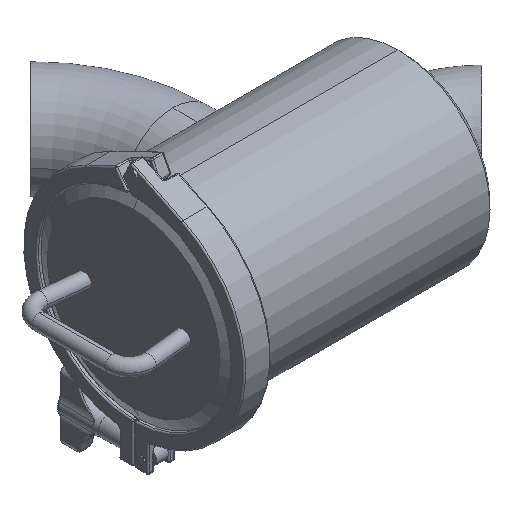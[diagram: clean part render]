
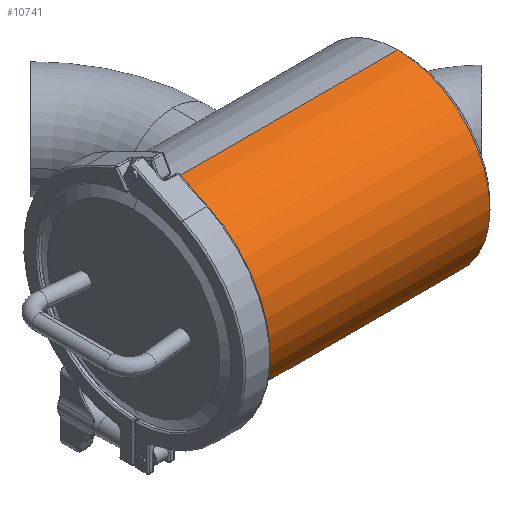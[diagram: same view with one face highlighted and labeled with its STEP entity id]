
A CAD part, isometric view. The second image highlights one B-rep face of the part: STEP entity #10741.
In plain terms, the highlighted cylindrical face has radius 63.5 mm (diameter 127 mm), a partial arc.
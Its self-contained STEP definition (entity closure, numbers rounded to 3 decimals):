
#270 = CARTESIAN_POINT ( 'NONE',  ( -139.192, 0., 0. ) ) ;
#468 = CARTESIAN_POINT ( 'NONE',  ( -139.192, 0., 63.5 ) ) ;
#915 = VECTOR ( 'NONE', #13916, 1000. ) ;
#966 = CARTESIAN_POINT ( 'NONE',  ( -139.192, 0., -63.5 ) ) ;
#1044 = EDGE_CURVE ( 'NONE', #2961, #12531, #4962, .T. ) ;
#1429 = ORIENTED_EDGE ( 'NONE', *, *, #1044, .T. ) ;
#1546 = DIRECTION ( 'NONE',  ( 0., 0., 1. ) ) ;
#1625 = FACE_OUTER_BOUND ( 'NONE', #9704, .T. ) ;
#1732 = DIRECTION ( 'NONE',  ( -1., 0., 0. ) ) ;
#2138 = CARTESIAN_POINT ( 'NONE',  ( -7.34, 0., -63.5 ) ) ;
#2329 = VERTEX_POINT ( 'NONE', #10309 ) ;
#2538 = AXIS2_PLACEMENT_3D ( 'NONE', #270, #11689, #1546 ) ;
#2961 = VERTEX_POINT ( 'NONE', #2138 ) ;
#4423 = AXIS2_PLACEMENT_3D ( 'NONE', #16580, #4976, #11343 ) ;
#4962 = CIRCLE ( 'NONE', #4423, 63.5 ) ;
#4976 = DIRECTION ( 'NONE',  ( -1., 0., 0. ) ) ;
#5321 = CYLINDRICAL_SURFACE ( 'NONE', #2538, 63.5 ) ;
#6433 = ORIENTED_EDGE ( 'NONE', *, *, #8658, .F. ) ;
#6763 = EDGE_CURVE ( 'NONE', #12531, #13818, #12140, .T. ) ;
#6765 = CARTESIAN_POINT ( 'NONE',  ( -7.34, 0., 63.5 ) ) ;
#7009 = EDGE_CURVE ( 'NONE', #2961, #2329, #16527, .T. ) ;
#8658 = EDGE_CURVE ( 'NONE', #2329, #13818, #8790, .T. ) ;
#8790 = CIRCLE ( 'NONE', #13399, 63.5 ) ;
#8845 = ORIENTED_EDGE ( 'NONE', *, *, #6763, .T. ) ;
#8867 = DIRECTION ( 'NONE',  ( -1., 0., 0. ) ) ;
#9704 = EDGE_LOOP ( 'NONE', ( #12892, #1429, #8845, #6433 ) ) ;
#10309 = CARTESIAN_POINT ( 'NONE',  ( -170.995, 0., -63.5 ) ) ;
#10741 = ADVANCED_FACE ( 'NONE', ( #1625 ), #5321, .T. ) ;
#11343 = DIRECTION ( 'NONE',  ( 0., 0., 1. ) ) ;
#11689 = DIRECTION ( 'NONE',  ( -1., 0., 0. ) ) ;
#12140 = LINE ( 'NONE', #468, #13895 ) ;
#12232 = CARTESIAN_POINT ( 'NONE',  ( -170.995, 0., 63.5 ) ) ;
#12531 = VERTEX_POINT ( 'NONE', #6765 ) ;
#12701 = DIRECTION ( 'NONE',  ( 0., 0., 1. ) ) ;
#12892 = ORIENTED_EDGE ( 'NONE', *, *, #7009, .F. ) ;
#13399 = AXIS2_PLACEMENT_3D ( 'NONE', #15391, #8867, #12701 ) ;
#13818 = VERTEX_POINT ( 'NONE', #12232 ) ;
#13895 = VECTOR ( 'NONE', #1732, 1000. ) ;
#13916 = DIRECTION ( 'NONE',  ( -1., 0., 0. ) ) ;
#15391 = CARTESIAN_POINT ( 'NONE',  ( -170.995, 0., 0. ) ) ;
#16527 = LINE ( 'NONE', #966, #915 ) ;
#16580 = CARTESIAN_POINT ( 'NONE',  ( -7.34, 0., 0. ) ) ;
